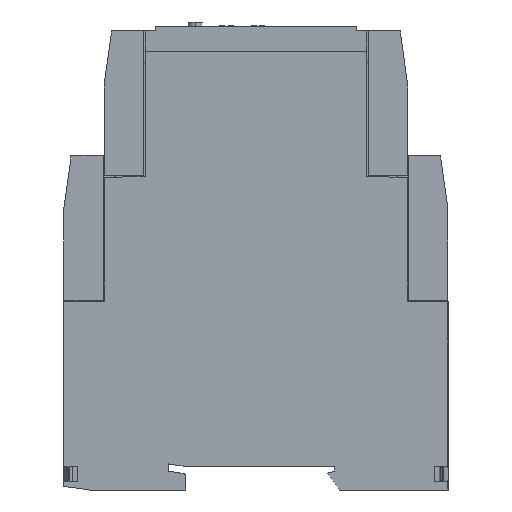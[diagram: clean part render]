
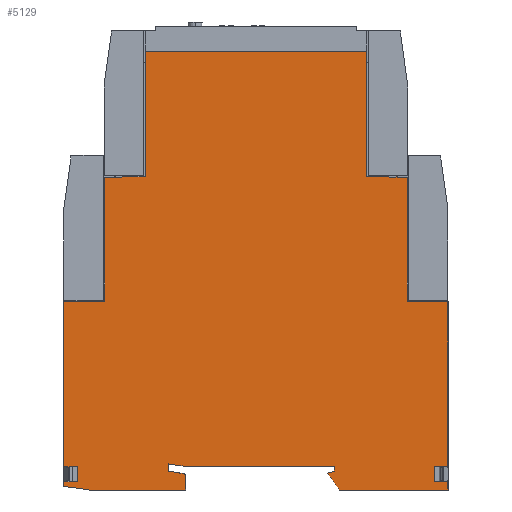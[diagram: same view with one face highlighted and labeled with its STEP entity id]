
A CAD part, left-side view. The second image highlights one B-rep face of the part: STEP entity #5129.
In plain terms, the highlighted planar face has unit normal (-1, 0, 0).
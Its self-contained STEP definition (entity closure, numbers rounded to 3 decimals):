
#5129=ADVANCED_FACE('',(#10444),#10445,.F.);
#10444=FACE_OUTER_BOUND('',#15802,.T.);
#10445=PLANE('',#15803);
#15802=EDGE_LOOP('',(#31821,#31822,#31823,#31824,#31825,#31826,#31827,#31828,#31829,#31830,#31831,#31832,#31833,#31834,#31835,#31836,#31837,#31838,#31839,#31840,#31841,#31842,#31843,#31844,#31845,#31846,#31847,#31848,#31849,#31850,#31851));
#15803=AXIS2_PLACEMENT_3D('',#31852,#31853,#31854);
#31821=ORIENTED_EDGE('',*,*,#38536,.F.);
#31822=ORIENTED_EDGE('',*,*,#38580,.F.);
#31823=ORIENTED_EDGE('',*,*,#38581,.F.);
#31824=ORIENTED_EDGE('',*,*,#38582,.F.);
#31825=ORIENTED_EDGE('',*,*,#38571,.F.);
#31826=ORIENTED_EDGE('',*,*,#38575,.F.);
#31827=ORIENTED_EDGE('',*,*,#38583,.F.);
#31828=ORIENTED_EDGE('',*,*,#38584,.T.);
#31829=ORIENTED_EDGE('',*,*,#38585,.T.);
#31830=ORIENTED_EDGE('',*,*,#38586,.T.);
#31831=ORIENTED_EDGE('',*,*,#38587,.F.);
#31832=ORIENTED_EDGE('',*,*,#38588,.F.);
#31833=ORIENTED_EDGE('',*,*,#38589,.F.);
#31834=ORIENTED_EDGE('',*,*,#38590,.F.);
#31835=ORIENTED_EDGE('',*,*,#38591,.F.);
#31836=ORIENTED_EDGE('',*,*,#38592,.F.);
#31837=ORIENTED_EDGE('',*,*,#38593,.F.);
#31838=ORIENTED_EDGE('',*,*,#38594,.F.);
#31839=ORIENTED_EDGE('',*,*,#38595,.F.);
#31840=ORIENTED_EDGE('',*,*,#38237,.F.);
#31841=ORIENTED_EDGE('',*,*,#38596,.F.);
#31842=ORIENTED_EDGE('',*,*,#38597,.T.);
#31843=ORIENTED_EDGE('',*,*,#38598,.T.);
#31844=ORIENTED_EDGE('',*,*,#38599,.T.);
#31845=ORIENTED_EDGE('',*,*,#38600,.F.);
#31846=ORIENTED_EDGE('',*,*,#38601,.F.);
#31847=ORIENTED_EDGE('',*,*,#38602,.F.);
#31848=ORIENTED_EDGE('',*,*,#38603,.F.);
#31849=ORIENTED_EDGE('',*,*,#38604,.F.);
#31850=ORIENTED_EDGE('',*,*,#38605,.F.);
#31851=ORIENTED_EDGE('',*,*,#38606,.F.);
#31852=CARTESIAN_POINT('',(0.0,43.075,43.271));
#31853=DIRECTION('',(1.0,0.0,0.0));
#31854=DIRECTION('',(0.0,0.0,-1.0));
#38237=EDGE_CURVE('',#47542,#47544,#47545,.T.);
#38536=EDGE_CURVE('',#47984,#47986,#47987,.T.);
#38571=EDGE_CURVE('',#48035,#48037,#48038,.T.);
#38575=EDGE_CURVE('',#48041,#48035,#48043,.T.);
#38580=EDGE_CURVE('',#48048,#47984,#48049,.T.);
#38581=EDGE_CURVE('',#48050,#48048,#48051,.T.);
#38582=EDGE_CURVE('',#48037,#48050,#48052,.T.);
#38583=EDGE_CURVE('',#48053,#48041,#48054,.T.);
#38584=EDGE_CURVE('',#48053,#48055,#48056,.T.);
#38585=EDGE_CURVE('',#48055,#48057,#48058,.T.);
#38586=EDGE_CURVE('',#48057,#48059,#48060,.T.);
#38587=EDGE_CURVE('',#48061,#48059,#48062,.T.);
#38588=EDGE_CURVE('',#48063,#48061,#48064,.T.);
#38589=EDGE_CURVE('',#48065,#48063,#48066,.T.);
#38590=EDGE_CURVE('',#48067,#48065,#48068,.T.);
#38591=EDGE_CURVE('',#48069,#48067,#48070,.T.);
#38592=EDGE_CURVE('',#48071,#48069,#48072,.T.);
#38593=EDGE_CURVE('',#48073,#48071,#48074,.T.);
#38594=EDGE_CURVE('',#48075,#48073,#48076,.T.);
#38595=EDGE_CURVE('',#47544,#48075,#48077,.T.);
#38596=EDGE_CURVE('',#48078,#47542,#48079,.T.);
#38597=EDGE_CURVE('',#48078,#48080,#48081,.T.);
#38598=EDGE_CURVE('',#48080,#48082,#48083,.T.);
#38599=EDGE_CURVE('',#48082,#48084,#48085,.T.);
#38600=EDGE_CURVE('',#48086,#48084,#48087,.T.);
#38601=EDGE_CURVE('',#48088,#48086,#48089,.T.);
#38602=EDGE_CURVE('',#48090,#48088,#48091,.T.);
#38603=EDGE_CURVE('',#48092,#48090,#48093,.T.);
#38604=EDGE_CURVE('',#48094,#48092,#48095,.T.);
#38605=EDGE_CURVE('',#48096,#48094,#48097,.T.);
#38606=EDGE_CURVE('',#47986,#48096,#48098,.T.);
#47542=VERTEX_POINT('',#62225);
#47544=VERTEX_POINT('',#62228);
#47545=LINE('',#62229,#62230);
#47984=VERTEX_POINT('',#62878);
#47986=VERTEX_POINT('',#62881);
#47987=LINE('',#62882,#62883);
#48035=VERTEX_POINT('',#62956);
#48037=VERTEX_POINT('',#62959);
#48038=LINE('',#62960,#62961);
#48041=VERTEX_POINT('',#62965);
#48043=LINE('',#62968,#62969);
#48048=VERTEX_POINT('',#62974);
#48049=LINE('',#62975,#62976);
#48050=VERTEX_POINT('',#62977);
#48051=LINE('',#62978,#62979);
#48052=LINE('',#62980,#62981);
#48053=VERTEX_POINT('',#62982);
#48054=LINE('',#62983,#62984);
#48055=VERTEX_POINT('',#62985);
#48056=LINE('',#62986,#62987);
#48057=VERTEX_POINT('',#62988);
#48058=LINE('',#62989,#62990);
#48059=VERTEX_POINT('',#62991);
#48060=LINE('',#62992,#62993);
#48061=VERTEX_POINT('',#62994);
#48062=LINE('',#62995,#62996);
#48063=VERTEX_POINT('',#62997);
#48064=LINE('',#62998,#62999);
#48065=VERTEX_POINT('',#63000);
#48066=LINE('',#63001,#63002);
#48067=VERTEX_POINT('',#63003);
#48068=LINE('',#63004,#63005);
#48069=VERTEX_POINT('',#63006);
#48070=LINE('',#63007,#63008);
#48071=VERTEX_POINT('',#63009);
#48072=LINE('',#63010,#63011);
#48073=VERTEX_POINT('',#63012);
#48074=LINE('',#63013,#63014);
#48075=VERTEX_POINT('',#63015);
#48076=LINE('',#63016,#63017);
#48077=LINE('',#63018,#63019);
#48078=VERTEX_POINT('',#63020);
#48079=LINE('',#63021,#63022);
#48080=VERTEX_POINT('',#63023);
#48081=LINE('',#63024,#63025);
#48082=VERTEX_POINT('',#63026);
#48083=LINE('',#63027,#63028);
#48084=VERTEX_POINT('',#63029);
#48085=LINE('',#63030,#63031);
#48086=VERTEX_POINT('',#63032);
#48087=LINE('',#63033,#63034);
#48088=VERTEX_POINT('',#63035);
#48089=LINE('',#63036,#63037);
#48090=VERTEX_POINT('',#63038);
#48091=LINE('',#63039,#63040);
#48092=VERTEX_POINT('',#63041);
#48093=LINE('',#63042,#63043);
#48094=VERTEX_POINT('',#63044);
#48095=CIRCLE('',#63045,45.43);
#48096=VERTEX_POINT('',#63046);
#48097=LINE('',#63047,#63048);
#48098=LINE('',#63049,#63050);
#62225=CARTESIAN_POINT('',(0.0,85.65,41.936));
#62228=CARTESIAN_POINT('',(0.0,76.55,42.095));
#62229=CARTESIAN_POINT('',(0.0,85.65,41.936));
#62230=VECTOR('',#68645,1.0);
#62878=CARTESIAN_POINT('',(0.0,25.35,5.295));
#62881=CARTESIAN_POINT('',(0.0,58.85,5.295));
#62882=CARTESIAN_POINT('',(0.0,25.35,5.295));
#62883=VECTOR('',#68877,1.0);
#62956=CARTESIAN_POINT('',(0.0,24.188,0.0));
#62959=CARTESIAN_POINT('',(0.0,26.783,3.706));
#62960=CARTESIAN_POINT('',(0.0,24.188,0.0));
#62961=VECTOR('',#68904,1.0);
#62965=CARTESIAN_POINT('',(0.0,0.05,0.0));
#62968=CARTESIAN_POINT('',(0.0,0.05,0.0));
#62969=VECTOR('',#68907,1.0);
#62974=CARTESIAN_POINT('',(0.0,25.35,4.195));
#62975=CARTESIAN_POINT('',(0.0,25.35,4.195));
#62976=VECTOR('',#68908,1.0);
#62977=CARTESIAN_POINT('',(0.0,26.741,3.822));
#62978=CARTESIAN_POINT('',(0.0,26.741,3.822));
#62979=VECTOR('',#68909,1.0);
#62980=CARTESIAN_POINT('',(0.0,26.783,3.706));
#62981=VECTOR('',#68910,1.0);
#62982=CARTESIAN_POINT('',(0.0,0.05,1.86));
#62983=CARTESIAN_POINT('',(0.0,0.05,41.936));
#62984=VECTOR('',#68911,1.0);
#62985=CARTESIAN_POINT('',(0.0,3.06,1.86));
#62986=CARTESIAN_POINT('',(0.0,22.315,1.86));
#62987=VECTOR('',#68912,1.0);
#62988=CARTESIAN_POINT('',(0.0,3.06,5.23));
#62989=CARTESIAN_POINT('',(0.0,3.06,23.408));
#62990=VECTOR('',#68913,1.0);
#62991=CARTESIAN_POINT('',(0.0,0.05,5.23));
#62992=CARTESIAN_POINT('',(0.0,22.315,5.23));
#62993=VECTOR('',#68914,1.0);
#62994=CARTESIAN_POINT('',(0.0,0.05,41.936));
#62995=CARTESIAN_POINT('',(0.0,0.05,41.936));
#62996=VECTOR('',#68915,1.0);
#62997=CARTESIAN_POINT('',(0.0,9.15,42.095));
#62998=CARTESIAN_POINT('',(0.0,9.15,42.095));
#62999=VECTOR('',#68916,1.0);
#63000=CARTESIAN_POINT('',(0.0,9.15,69.688));
#63001=CARTESIAN_POINT('',(0.0,9.15,69.688));
#63002=VECTOR('',#68917,1.0);
#63003=CARTESIAN_POINT('',(0.0,18.15,69.845));
#63004=CARTESIAN_POINT('',(0.0,18.15,69.845));
#63005=VECTOR('',#68918,1.0);
#63006=CARTESIAN_POINT('',(0.0,18.15,97.781));
#63007=CARTESIAN_POINT('',(0.0,18.15,97.781));
#63008=VECTOR('',#68919,1.0);
#63009=CARTESIAN_POINT('',(0.0,67.55,97.781));
#63010=CARTESIAN_POINT('',(0.0,67.55,97.781));
#63011=VECTOR('',#68920,1.0);
#63012=CARTESIAN_POINT('',(0.0,67.55,69.845));
#63013=CARTESIAN_POINT('',(0.0,67.55,69.845));
#63014=VECTOR('',#68921,1.0);
#63015=CARTESIAN_POINT('',(0.0,76.55,69.688));
#63016=CARTESIAN_POINT('',(0.0,76.55,69.688));
#63017=VECTOR('',#68922,1.0);
#63018=CARTESIAN_POINT('',(0.0,76.55,42.095));
#63019=VECTOR('',#68923,1.0);
#63020=CARTESIAN_POINT('',(0.0,85.65,5.23));
#63021=CARTESIAN_POINT('',(0.0,85.65,0.8));
#63022=VECTOR('',#68924,1.0);
#63023=CARTESIAN_POINT('',(0.0,82.64,5.23));
#63024=CARTESIAN_POINT('',(0.0,63.61,5.23));
#63025=VECTOR('',#68925,1.0);
#63026=CARTESIAN_POINT('',(0.0,82.64,1.86));
#63027=CARTESIAN_POINT('',(0.0,82.64,23.408));
#63028=VECTOR('',#68926,1.0);
#63029=CARTESIAN_POINT('',(0.0,85.65,1.86));
#63030=CARTESIAN_POINT('',(0.0,63.61,1.86));
#63031=VECTOR('',#68927,1.0);
#63032=CARTESIAN_POINT('',(0.0,85.65,0.8));
#63033=CARTESIAN_POINT('',(0.0,85.65,0.8));
#63034=VECTOR('',#68928,1.0);
#63035=CARTESIAN_POINT('',(0.0,79.957,0.0));
#63036=CARTESIAN_POINT('',(0.0,79.957,0.0));
#63037=VECTOR('',#68929,1.0);
#63038=CARTESIAN_POINT('',(0.0,58.555,0.0));
#63039=CARTESIAN_POINT('',(0.0,58.555,0.0));
#63040=VECTOR('',#68930,1.0);
#63041=CARTESIAN_POINT('',(0.0,58.555,3.496));
#63042=CARTESIAN_POINT('',(0.0,58.555,3.496));
#63043=VECTOR('',#68931,1.0);
#63044=CARTESIAN_POINT('',(0.0,62.35,4.195));
#63045=AXIS2_PLACEMENT_3D('',#68932,#68933,#68934);
#63046=CARTESIAN_POINT('',(0.0,62.35,5.795));
#63047=CARTESIAN_POINT('',(0.0,62.35,5.795));
#63048=VECTOR('',#68935,1.0);
#63049=CARTESIAN_POINT('',(0.0,58.85,5.295));
#63050=VECTOR('',#68936,1.0);
#68645=DIRECTION('',(0.0,-1.,0.017));
#68877=DIRECTION('',(0.0,1.0,0.0));
#68904=DIRECTION('',(0.0,0.574,0.819));
#68907=DIRECTION('',(0.0,1.0,0.0));
#68908=DIRECTION('',(0.0,0.0,1.0));
#68909=DIRECTION('',(0.0,-0.966,0.259));
#68910=DIRECTION('',(0.0,-0.342,0.94));
#68911=DIRECTION('',(0.0,0.0,-1.0));
#68912=DIRECTION('',(0.0,1.0,0.0));
#68913=DIRECTION('',(0.0,0.0,1.0));
#68914=DIRECTION('',(0.0,-1.0,0.0));
#68915=DIRECTION('',(0.0,0.0,-1.0));
#68916=DIRECTION('',(0.0,-1.,-0.017));
#68917=DIRECTION('',(0.0,0.0,-1.0));
#68918=DIRECTION('',(0.0,-1.,-0.017));
#68919=DIRECTION('',(0.0,0.0,-1.0));
#68920=DIRECTION('',(0.0,-1.0,0.0));
#68921=DIRECTION('',(0.0,0.0,1.0));
#68922=DIRECTION('',(0.0,-1.,0.017));
#68923=DIRECTION('',(0.0,0.0,1.0));
#68924=DIRECTION('',(0.0,0.0,1.0));
#68925=DIRECTION('',(0.0,-1.0,0.0));
#68926=DIRECTION('',(0.0,0.0,-1.0));
#68927=DIRECTION('',(0.0,1.0,0.0));
#68928=DIRECTION('',(0.0,0.0,1.0));
#68929=DIRECTION('',(0.0,0.99,0.139));
#68930=DIRECTION('',(0.0,1.0,0.0));
#68931=DIRECTION('',(0.0,0.,-1.));
#68932=CARTESIAN_POINT('',(0.0,68.673,-40.793));
#68933=DIRECTION('',(1.0,0.0,0.0));
#68934=DIRECTION('',(0.0,-0.139,0.99));
#68935=DIRECTION('',(0.0,0.0,-1.0));
#68936=DIRECTION('',(0.0,0.99,0.141));
